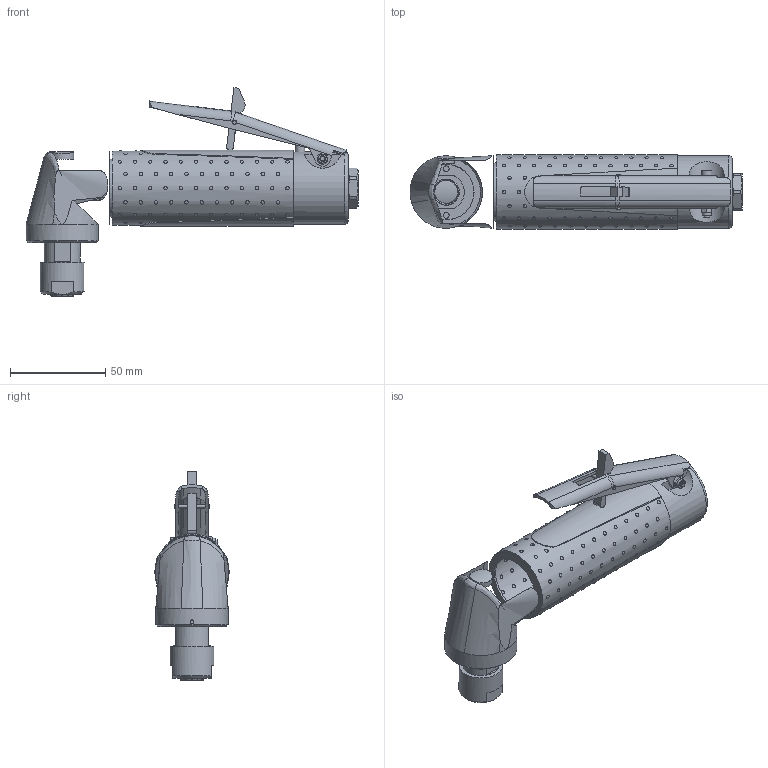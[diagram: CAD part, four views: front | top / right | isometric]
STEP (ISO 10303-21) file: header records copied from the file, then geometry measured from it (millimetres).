
FILE_DESCRIPTION((''),'2;1');
FILE_NAME('GW 218 H_29934695_III.stp','2010-10-14T12:51:08',('basyouni'),(''),'Autodesk Inventor 2008','Autodesk Inventor 2008','');
FILE_SCHEMA(('AUTOMOTIVE_DESIGN { 1 0 10303 214 1 1 1 1 }'));
Length unit declared in the file: millimetre
Products named in the file (1): GW 218 H_29934695_2
Bounding box: 174.2 x 39.58 x 109.55 mm (x, y, z)
Volume: 174735.6 mm3; surface area: 37562.2 mm2
Topology: 1 solids, 5 shells, 475 faces, 1216 edges, 877 vertices
Faces by surface type: plane 164, sphere 131, cylinder 114, cone 47, bspline 15, torus 4
Full cylindrical faces by diameter (mm): 2 x1, 2.2 x3, 3 x3, 4 x9, 4.6 x1, 5 x1, 5.5 x1, 6 x1, 7 x1, 8 x1, 8.5 x1, 11.445 x1, 12 x1, 19 x1, 23 x1, 30.524 x1, 38 x2, 39 x1
Entity records: 22674 total; most frequent: CARTESIAN_POINT 11631, ORIENTED_EDGE 2174, DIRECTION 1925, EDGE_CURVE 1087, VERTEX_POINT 813, AXIS2_PLACEMENT_3D 790, EDGE_LOOP 683, FACE_OUTER_BOUND 473
